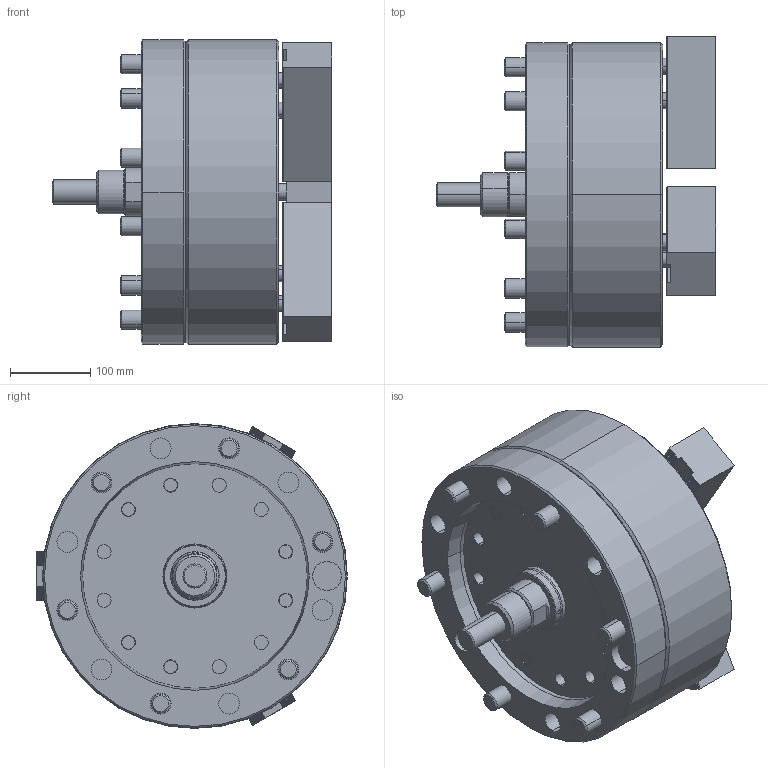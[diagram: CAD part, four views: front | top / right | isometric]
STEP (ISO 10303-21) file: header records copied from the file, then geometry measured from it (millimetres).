
FILE_DESCRIPTION (( 'STEP AP203' ), '1' );
FILE_NAME ('CF-3V-15A15.STEP', '2020-11-02T02:34:13', ( '' ), ( '' ), 'SwSTEP 2.0', 'SolidWorks 2016', '' );
FILE_SCHEMA (( 'CONFIG_CONTROL_DESIGN' ));
Length unit declared in the file: millimetre
Products named in the file (13): 圓頭內六角螺栓_M20x55; CF-3V-15中仁; CF-3V-15-09000; CF-3V-15防塵蓋; 圓頭內六角螺栓_M24x55; CF-3V-15外中孔塞; CF-3V-15A15; CF-3P-15連接管螺帽; CF-3P-15連接管; CF-3P-15連接管螺栓; SJ-15P; 圓頭內六角螺栓_M20x120; CF-3V-15本體
Assembly tree (29 placements, depth 2):
  CF-3V-15A15
    CF-3V-15本體
    CF-3V-15中仁
    CF-3V-15防塵蓋
    CF-3V-15外中孔塞
    CF-3P-15連接管螺帽
    CF-3P-15連接管
    CF-3P-15連接管螺栓
    SJ-15P  x3
    圓頭內六角螺栓_M20x120  x6
    圓頭內六角螺栓_M20x55  x6
    CF-3V-15-09000
    圓頭內六角螺栓_M24x55  x6
Bounding box: 349.3 x 388.29 x 381 mm (x, y, z)
Volume: 19028025.9 mm3; surface area: 1385636.5 mm2
Topology: 29 solids, 29 shells, 3551 faces, 10041 edges, 6599 vertices
Faces by surface type: plane 2384, cylinder 941, cone 218, torus 8
Entity records: 45348 total; most frequent: CARTESIAN_POINT 9365, ORIENTED_EDGE 7574, DIRECTION 6653, EDGE_CURVE 3787, VECTOR 2639, LINE 2639, VERTEX_POINT 2489, AXIS2_PLACEMENT_3D 2007
